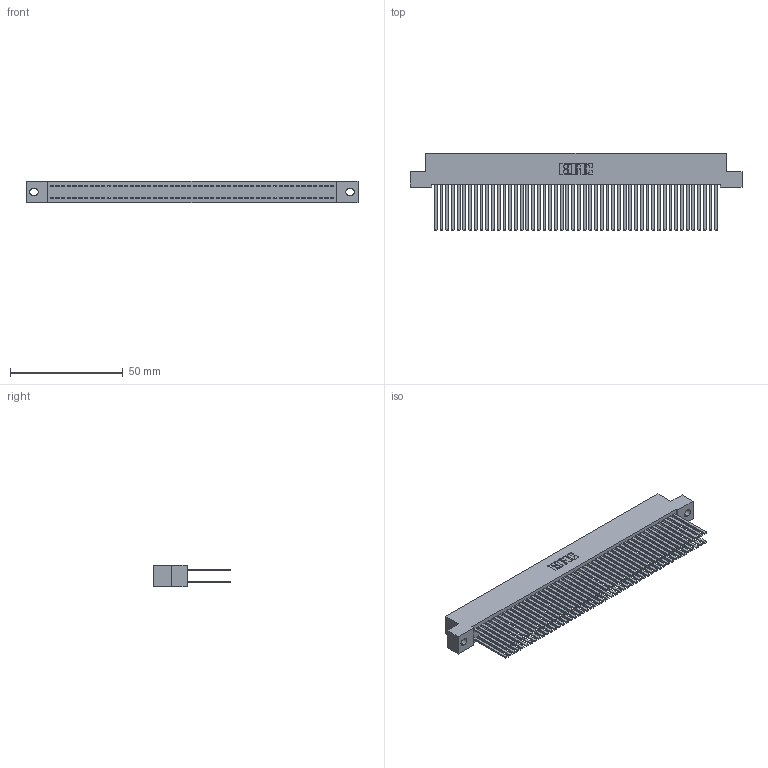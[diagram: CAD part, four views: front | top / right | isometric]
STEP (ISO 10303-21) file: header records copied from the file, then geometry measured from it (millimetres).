
FILE_DESCRIPTION (( 'STEP AP203' ), '1' );
FILE_NAME ('342-100-544-202.STEP', '2018-08-14T04:43:04', ( '' ), ( '' ), 'SwSTEP 2.0', 'SolidWorks 2016', '' );
FILE_SCHEMA (( 'CONFIG_CONTROL_DESIGN' ));
Length unit declared in the file: inch
Products named in the file (3): 342 Part_.128 Slot; 345-292-001_345-293-144; 342-100-544-202
Assembly tree (101 placements, depth 2):
  342-100-544-202
    342 Part_.128 Slot
    345-292-001_345-293-144  x100
Bounding box: 147.32 x 34.3 x 9.4 mm (x, y, z)
Volume: 14624.2 mm3; surface area: 27643.3 mm2
Topology: 101 solids, 101 shells, 4714 faces, 14011 edges, 9206 vertices
Faces by surface type: plane 3270, cylinder 1444
Entity records: 30951 total; most frequent: CARTESIAN_POINT 5118, ORIENTED_EDGE 5054, DIRECTION 4355, EDGE_CURVE 2527, LINE 2403, VECTOR 2403, VERTEX_POINT 1682, AXIS2_PLACEMENT_3D 976
